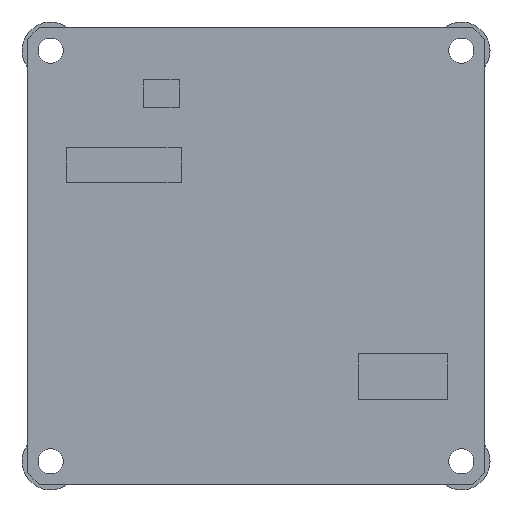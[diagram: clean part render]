
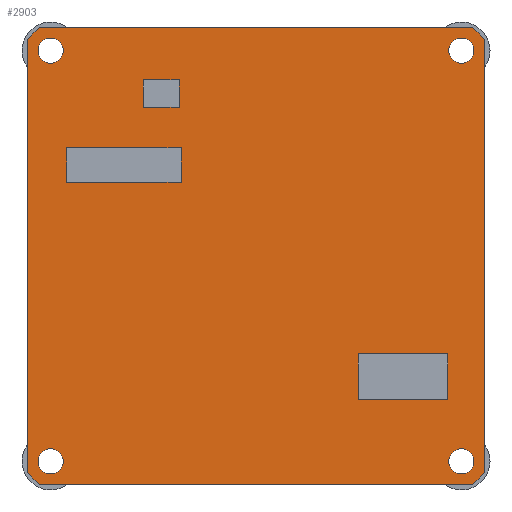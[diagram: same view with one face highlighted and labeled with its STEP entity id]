
A CAD part, front view. The second image highlights one B-rep face of the part: STEP entity #2903.
In plain terms, the highlighted planar face has unit normal (0, -1, 0).
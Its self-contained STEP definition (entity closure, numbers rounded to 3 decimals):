
#351=DIRECTION('',(0.707,0.,0.707));
#352=VECTOR('',#351,1.414);
#353=CARTESIAN_POINT('',(18.95,-12.2,-19.95));
#354=LINE('',#353,#352);
#355=DIRECTION('',(1.,0.,0.));
#356=VECTOR('',#355,37.9);
#357=CARTESIAN_POINT('',(-18.95,-12.2,-19.95));
#358=LINE('',#357,#356);
#359=DIRECTION('',(0.707,0.,-0.707));
#360=VECTOR('',#359,1.414);
#361=CARTESIAN_POINT('',(-19.95,-12.2,-18.95));
#362=LINE('',#361,#360);
#363=DIRECTION('',(0.,0.,-1.));
#364=VECTOR('',#363,37.9);
#365=CARTESIAN_POINT('',(-19.95,-12.2,18.95));
#366=LINE('',#365,#364);
#367=DIRECTION('',(-0.707,0.,-0.707));
#368=VECTOR('',#367,1.414);
#369=CARTESIAN_POINT('',(-18.95,-12.2,19.95));
#370=LINE('',#369,#368);
#371=DIRECTION('',(-1.,0.,0.));
#372=VECTOR('',#371,37.9);
#373=CARTESIAN_POINT('',(18.95,-12.2,19.95));
#374=LINE('',#373,#372);
#375=DIRECTION('',(-0.707,0.,0.707));
#376=VECTOR('',#375,1.414);
#377=CARTESIAN_POINT('',(19.95,-12.2,18.95));
#378=LINE('',#377,#376);
#379=DIRECTION('',(0.,0.,1.));
#380=VECTOR('',#379,37.9);
#381=CARTESIAN_POINT('',(19.95,-12.2,-18.95));
#382=LINE('',#381,#380);
#383=DIRECTION('',(0.,0.,1.));
#384=VECTOR('',#383,4.);
#385=CARTESIAN_POINT('',(16.75,-12.2,-12.55));
#386=LINE('',#385,#384);
#387=DIRECTION('',(-1.,0.,0.));
#388=VECTOR('',#387,7.8);
#389=CARTESIAN_POINT('',(16.75,-12.2,-8.55));
#390=LINE('',#389,#388);
#391=DIRECTION('',(0.,0.,-1.));
#392=VECTOR('',#391,4.);
#393=CARTESIAN_POINT('',(8.95,-12.2,-8.55));
#394=LINE('',#393,#392);
#395=DIRECTION('',(1.,0.,0.));
#396=VECTOR('',#395,7.8);
#397=CARTESIAN_POINT('',(8.95,-12.2,-12.55));
#398=LINE('',#397,#396);
#399=DIRECTION('',(0.,0.,1.));
#400=VECTOR('',#399,3.);
#401=CARTESIAN_POINT('',(-6.55,-12.2,6.45));
#402=LINE('',#401,#400);
#403=DIRECTION('',(-1.,0.,0.));
#404=VECTOR('',#403,10.);
#405=CARTESIAN_POINT('',(-6.55,-12.2,9.45));
#406=LINE('',#405,#404);
#407=DIRECTION('',(0.,0.,-1.));
#408=VECTOR('',#407,3.);
#409=CARTESIAN_POINT('',(-16.55,-12.2,9.45));
#410=LINE('',#409,#408);
#411=DIRECTION('',(1.,0.,0.));
#412=VECTOR('',#411,10.);
#413=CARTESIAN_POINT('',(-16.55,-12.2,6.45));
#414=LINE('',#413,#412);
#415=CARTESIAN_POINT('',(17.95,-12.2,-17.95));
#416=DIRECTION('',(0.,1.,0.));
#417=DIRECTION('',(0.,0.,1.));
#418=AXIS2_PLACEMENT_3D('',#415,#416,#417);
#420=CARTESIAN_POINT('',(17.95,-12.2,-17.95));
#421=DIRECTION('',(0.,1.,0.));
#422=DIRECTION('',(0.,0.,-1.));
#423=AXIS2_PLACEMENT_3D('',#420,#421,#422);
#425=CARTESIAN_POINT('',(17.95,-12.2,17.95));
#426=DIRECTION('',(0.,1.,0.));
#427=DIRECTION('',(0.,0.,1.));
#428=AXIS2_PLACEMENT_3D('',#425,#426,#427);
#430=CARTESIAN_POINT('',(17.95,-12.2,17.95));
#431=DIRECTION('',(0.,1.,0.));
#432=DIRECTION('',(0.,0.,-1.));
#433=AXIS2_PLACEMENT_3D('',#430,#431,#432);
#435=CARTESIAN_POINT('',(-17.95,-12.2,-17.95));
#436=DIRECTION('',(0.,1.,0.));
#437=DIRECTION('',(0.,0.,1.));
#438=AXIS2_PLACEMENT_3D('',#435,#436,#437);
#440=CARTESIAN_POINT('',(-17.95,-12.2,-17.95));
#441=DIRECTION('',(0.,1.,0.));
#442=DIRECTION('',(0.,0.,-1.));
#443=AXIS2_PLACEMENT_3D('',#440,#441,#442);
#445=CARTESIAN_POINT('',(-17.95,-12.2,17.95));
#446=DIRECTION('',(0.,1.,0.));
#447=DIRECTION('',(0.,0.,1.));
#448=AXIS2_PLACEMENT_3D('',#445,#446,#447);
#450=CARTESIAN_POINT('',(-17.95,-12.2,17.95));
#451=DIRECTION('',(0.,1.,0.));
#452=DIRECTION('',(0.,0.,-1.));
#453=AXIS2_PLACEMENT_3D('',#450,#451,#452);
#455=DIRECTION('',(0.,0.,-1.));
#456=VECTOR('',#455,2.407);
#457=CARTESIAN_POINT('',(-9.848,-12.2,15.392));
#458=LINE('',#457,#456);
#459=DIRECTION('',(1.,0.,0.));
#460=VECTOR('',#459,3.137);
#461=CARTESIAN_POINT('',(-9.848,-12.2,12.985));
#462=LINE('',#461,#460);
#463=DIRECTION('',(0.,0.,1.));
#464=VECTOR('',#463,2.407);
#465=CARTESIAN_POINT('',(-6.711,-12.2,12.985));
#466=LINE('',#465,#464);
#467=DIRECTION('',(-1.,0.,0.));
#468=VECTOR('',#467,3.137);
#469=CARTESIAN_POINT('',(-6.711,-12.2,15.392));
#470=LINE('',#469,#468);
#2139=CARTESIAN_POINT('',(18.95,-12.2,-19.95));
#2140=CARTESIAN_POINT('',(19.95,-12.2,-18.95));
#2141=VERTEX_POINT('',#2139);
#2142=VERTEX_POINT('',#2140);
#2143=CARTESIAN_POINT('',(19.95,-12.2,18.95));
#2144=CARTESIAN_POINT('',(18.95,-12.2,19.95));
#2145=VERTEX_POINT('',#2143);
#2146=VERTEX_POINT('',#2144);
#2147=CARTESIAN_POINT('',(-18.95,-12.2,19.95));
#2148=CARTESIAN_POINT('',(-19.95,-12.2,18.95));
#2149=VERTEX_POINT('',#2147);
#2150=VERTEX_POINT('',#2148);
#2151=CARTESIAN_POINT('',(-19.95,-12.2,-18.95));
#2152=CARTESIAN_POINT('',(-18.95,-12.2,-19.95));
#2153=VERTEX_POINT('',#2151);
#2154=VERTEX_POINT('',#2152);
#2163=CARTESIAN_POINT('',(16.75,-12.2,-12.55));
#2164=CARTESIAN_POINT('',(16.75,-12.2,-8.55));
#2165=VERTEX_POINT('',#2163);
#2166=VERTEX_POINT('',#2164);
#2167=CARTESIAN_POINT('',(8.95,-12.2,-8.55));
#2168=VERTEX_POINT('',#2167);
#2169=CARTESIAN_POINT('',(8.95,-12.2,-12.55));
#2170=VERTEX_POINT('',#2169);
#2179=CARTESIAN_POINT('',(-6.55,-12.2,6.45));
#2180=CARTESIAN_POINT('',(-6.55,-12.2,9.45));
#2181=VERTEX_POINT('',#2179);
#2182=VERTEX_POINT('',#2180);
#2183=CARTESIAN_POINT('',(-16.55,-12.2,9.45));
#2184=VERTEX_POINT('',#2183);
#2185=CARTESIAN_POINT('',(-16.55,-12.2,6.45));
#2186=VERTEX_POINT('',#2185);
#2187=CARTESIAN_POINT('',(17.95,-12.2,-16.85));
#2188=CARTESIAN_POINT('',(17.95,-12.2,-19.05));
#2189=VERTEX_POINT('',#2187);
#2190=VERTEX_POINT('',#2188);
#2191=CARTESIAN_POINT('',(17.95,-12.2,19.05));
#2192=CARTESIAN_POINT('',(17.95,-12.2,16.85));
#2193=VERTEX_POINT('',#2191);
#2194=VERTEX_POINT('',#2192);
#2195=CARTESIAN_POINT('',(-17.95,-12.2,-16.85));
#2196=CARTESIAN_POINT('',(-17.95,-12.2,-19.05));
#2197=VERTEX_POINT('',#2195);
#2198=VERTEX_POINT('',#2196);
#2199=CARTESIAN_POINT('',(-17.95,-12.2,19.05));
#2200=CARTESIAN_POINT('',(-17.95,-12.2,16.85));
#2201=VERTEX_POINT('',#2199);
#2202=VERTEX_POINT('',#2200);
#2211=CARTESIAN_POINT('',(-9.848,-12.2,15.392));
#2212=CARTESIAN_POINT('',(-9.848,-12.2,12.985));
#2213=VERTEX_POINT('',#2211);
#2214=VERTEX_POINT('',#2212);
#2215=CARTESIAN_POINT('',(-6.711,-12.2,12.985));
#2216=VERTEX_POINT('',#2215);
#2217=CARTESIAN_POINT('',(-6.711,-12.2,15.392));
#2218=VERTEX_POINT('',#2217);
#2829=CARTESIAN_POINT('',(0.,-12.2,0.));
#2830=DIRECTION('',(0.,-1.,0.));
#2831=DIRECTION('',(-1.,0.,0.));
#2832=AXIS2_PLACEMENT_3D('',#2829,#2830,#2831);
#2833=PLANE('',#2832);
#2835=ORIENTED_EDGE('',*,*,#2834,.F.);
#2837=ORIENTED_EDGE('',*,*,#2836,.F.);
#2839=ORIENTED_EDGE('',*,*,#2838,.F.);
#2841=ORIENTED_EDGE('',*,*,#2840,.F.);
#2843=ORIENTED_EDGE('',*,*,#2842,.F.);
#2844=ORIENTED_EDGE('',*,*,#2806,.F.);
#2845=ORIENTED_EDGE('',*,*,#2823,.F.);
#2846=ORIENTED_EDGE('',*,*,#2762,.F.);
#2847=EDGE_LOOP('',(#2835,#2837,#2839,#2841,#2843,#2844,#2845,#2846));
#2848=FACE_OUTER_BOUND('',#2847,.F.);
#2850=ORIENTED_EDGE('',*,*,#2849,.T.);
#2852=ORIENTED_EDGE('',*,*,#2851,.T.);
#2854=ORIENTED_EDGE('',*,*,#2853,.T.);
#2856=ORIENTED_EDGE('',*,*,#2855,.T.);
#2857=EDGE_LOOP('',(#2850,#2852,#2854,#2856));
#2858=FACE_BOUND('',#2857,.F.);
#2860=ORIENTED_EDGE('',*,*,#2859,.T.);
#2862=ORIENTED_EDGE('',*,*,#2861,.T.);
#2864=ORIENTED_EDGE('',*,*,#2863,.T.);
#2866=ORIENTED_EDGE('',*,*,#2865,.T.);
#2867=EDGE_LOOP('',(#2860,#2862,#2864,#2866));
#2868=FACE_BOUND('',#2867,.F.);
#2870=ORIENTED_EDGE('',*,*,#2869,.F.);
#2872=ORIENTED_EDGE('',*,*,#2871,.F.);
#2873=EDGE_LOOP('',(#2870,#2872));
#2874=FACE_BOUND('',#2873,.F.);
#2876=ORIENTED_EDGE('',*,*,#2875,.F.);
#2878=ORIENTED_EDGE('',*,*,#2877,.F.);
#2879=EDGE_LOOP('',(#2876,#2878));
#2880=FACE_BOUND('',#2879,.F.);
#2882=ORIENTED_EDGE('',*,*,#2881,.F.);
#2884=ORIENTED_EDGE('',*,*,#2883,.F.);
#2885=EDGE_LOOP('',(#2882,#2884));
#2886=FACE_BOUND('',#2885,.F.);
#2888=ORIENTED_EDGE('',*,*,#2887,.F.);
#2890=ORIENTED_EDGE('',*,*,#2889,.F.);
#2891=EDGE_LOOP('',(#2888,#2890));
#2892=FACE_BOUND('',#2891,.F.);
#2894=ORIENTED_EDGE('',*,*,#2893,.T.);
#2896=ORIENTED_EDGE('',*,*,#2895,.T.);
#2898=ORIENTED_EDGE('',*,*,#2897,.T.);
#2900=ORIENTED_EDGE('',*,*,#2899,.T.);
#2901=EDGE_LOOP('',(#2894,#2896,#2898,#2900));
#2902=FACE_BOUND('',#2901,.F.);
#2903=ADVANCED_FACE('',(#2848,#2858,#2868,#2874,#2880,#2886,#2892,#2902),#2833,
.T.);
#419=CIRCLE('',#418,1.1);
#424=CIRCLE('',#423,1.1);
#429=CIRCLE('',#428,1.1);
#434=CIRCLE('',#433,1.1);
#439=CIRCLE('',#438,1.1);
#444=CIRCLE('',#443,1.1);
#449=CIRCLE('',#448,1.1);
#454=CIRCLE('',#453,1.1);
#2762=EDGE_CURVE('',#2142,#2145,#382,.T.);
#2806=EDGE_CURVE('',#2146,#2149,#374,.T.);
#2823=EDGE_CURVE('',#2145,#2146,#378,.T.);
#2834=EDGE_CURVE('',#2141,#2142,#354,.T.);
#2836=EDGE_CURVE('',#2154,#2141,#358,.T.);
#2838=EDGE_CURVE('',#2153,#2154,#362,.T.);
#2840=EDGE_CURVE('',#2150,#2153,#366,.T.);
#2842=EDGE_CURVE('',#2149,#2150,#370,.T.);
#2849=EDGE_CURVE('',#2165,#2166,#386,.T.);
#2851=EDGE_CURVE('',#2166,#2168,#390,.T.);
#2853=EDGE_CURVE('',#2168,#2170,#394,.T.);
#2855=EDGE_CURVE('',#2170,#2165,#398,.T.);
#2859=EDGE_CURVE('',#2181,#2182,#402,.T.);
#2861=EDGE_CURVE('',#2182,#2184,#406,.T.);
#2863=EDGE_CURVE('',#2184,#2186,#410,.T.);
#2865=EDGE_CURVE('',#2186,#2181,#414,.T.);
#2869=EDGE_CURVE('',#2189,#2190,#419,.T.);
#2871=EDGE_CURVE('',#2190,#2189,#424,.T.);
#2875=EDGE_CURVE('',#2193,#2194,#429,.T.);
#2877=EDGE_CURVE('',#2194,#2193,#434,.T.);
#2881=EDGE_CURVE('',#2197,#2198,#439,.T.);
#2883=EDGE_CURVE('',#2198,#2197,#444,.T.);
#2887=EDGE_CURVE('',#2201,#2202,#449,.T.);
#2889=EDGE_CURVE('',#2202,#2201,#454,.T.);
#2893=EDGE_CURVE('',#2213,#2214,#458,.T.);
#2895=EDGE_CURVE('',#2214,#2216,#462,.T.);
#2897=EDGE_CURVE('',#2216,#2218,#466,.T.);
#2899=EDGE_CURVE('',#2218,#2213,#470,.T.);
